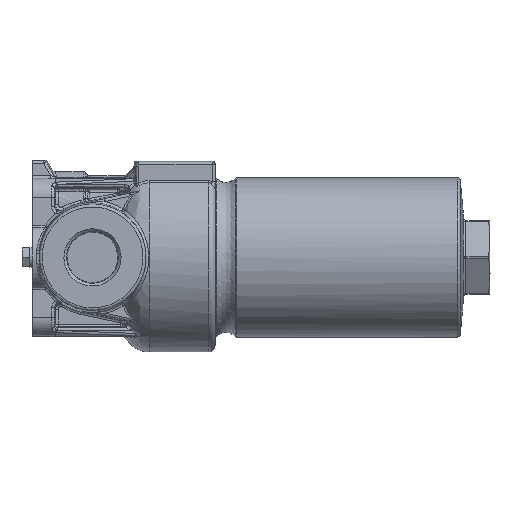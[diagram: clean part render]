
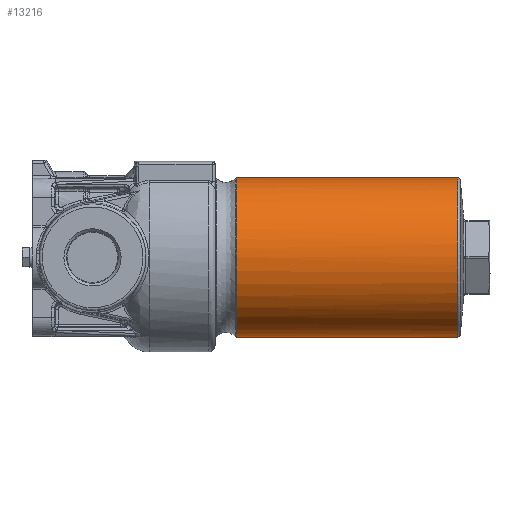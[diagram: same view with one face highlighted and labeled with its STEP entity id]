
A CAD part, front view. The second image highlights one B-rep face of the part: STEP entity #13216.
In plain terms, the highlighted free-form (B-spline) face has degree [2, 1] with [7, 2] control points.
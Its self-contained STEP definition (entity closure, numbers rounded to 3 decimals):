
#13081=CARTESIAN_POINT('V652',(89.102,
   -29.3,0.0));
#13082=VERTEX_POINT('V652',#13081);
#13096=CARTESIAN_POINT('E1200',(89.102,
   -29.3,0.0));
#13097=CARTESIAN_POINT('E1200',(89.102,
   -29.3,2.875));
#13098=CARTESIAN_POINT('E1200',(89.102,
   -28.872,5.757));
#13099=CARTESIAN_POINT('E1200',(89.102,
   -27.203,11.258));
#13100=CARTESIAN_POINT('E1200',(89.102,
   -25.957,13.892));
#13101=CARTESIAN_POINT('E1200',(89.102,
   -22.762,18.672));
#13102=CARTESIAN_POINT('E1200',(89.102,
   -20.805,20.83));
#13103=CARTESIAN_POINT('E1200',(89.102,
   -16.36,24.477));
#13104=CARTESIAN_POINT('E1200',(89.102,
   -13.86,25.974));
#13105=CARTESIAN_POINT('E1200',(89.102,
   -9.517,27.771));
#13106=CARTESIAN_POINT('E1200',(89.102,
   -7.764,28.312));
#13107=CARTESIAN_POINT('E1200',(89.102,
   -4.19,29.056));
#13108=CARTESIAN_POINT('E1200',(89.102,
   -2.366,29.261));
#13109=CARTESIAN_POINT('E1200',(89.102,1.284,
   29.329));
#13110=CARTESIAN_POINT('E1200',(89.102,3.114,
   29.191));
#13111=CARTESIAN_POINT('E1200',(89.102,6.713,
   28.579));
#13112=CARTESIAN_POINT('E1200',(89.102,8.486,
   28.104));
#13113=CARTESIAN_POINT('E1200',(89.102,
   12.121,26.754));
#13114=CARTESIAN_POINT('E1200',(89.102,
   13.973,25.835));
#13115=CARTESIAN_POINT('E1200',(89.102,
   17.439,23.635));
#13116=CARTESIAN_POINT('E1200',(89.102,
   19.058,22.35));
#13117=CARTESIAN_POINT('E1200',(89.102,
   21.891,19.569));
#13118=CARTESIAN_POINT('E1200',(89.102,
   23.128,18.09));
#13119=CARTESIAN_POINT('E1200',(89.102,
   25.288,14.923));
#13120=CARTESIAN_POINT('E1200',(89.102,
   26.213,13.231));
#13121=CARTESIAN_POINT('E1200',(89.102,
   27.713,9.703));
#13122=CARTESIAN_POINT('E1200',(89.102,
   28.29,7.863));
#13123=CARTESIAN_POINT('E1200',(89.102,
   29.074,4.11));
#13124=CARTESIAN_POINT('E1200',(89.102,
   29.281,2.192));
#13125=CARTESIAN_POINT('E1200',(89.102,
   29.316,-1.587));
#13126=CARTESIAN_POINT('E1200',(89.102,
   29.155,-3.454));
#13127=CARTESIAN_POINT('E1200',(89.102,
   28.483,-7.119));
#13128=CARTESIAN_POINT('E1200',(89.102,
   27.971,-8.921));
#13129=CARTESIAN_POINT('E1200',(89.102,
   26.616,-12.392));
#13130=CARTESIAN_POINT('E1200',(89.102,
   25.771,-14.064));
#13131=CARTESIAN_POINT('E1200',(89.102,
   23.783,-17.215));
#13132=CARTESIAN_POINT('E1200',(89.102,
   22.636,-18.697));
#13133=CARTESIAN_POINT('E1200',(89.102,
   20.127,-21.369));
#13134=CARTESIAN_POINT('E1200',(89.102,
   18.77,-22.57));
#13135=CARTESIAN_POINT('E1200',(89.102,
   15.862,-24.701));
#13136=CARTESIAN_POINT('E1200',(89.102,
   14.308,-25.632));
#13137=CARTESIAN_POINT('E1200',(89.102,
   11.058,-27.193));
#13138=CARTESIAN_POINT('E1200',(89.102,9.359,
   -27.823));
#13139=CARTESIAN_POINT('E1200',(89.102,5.878,
   -28.761));
#13140=CARTESIAN_POINT('E1200',(89.102,4.092,
   -29.069));
#13141=CARTESIAN_POINT('E1200',(89.102,
   -0.244,-29.41));
#13142=CARTESIAN_POINT('E1200',(89.102,
   -2.815,-29.275));
#13143=CARTESIAN_POINT('E1200',(89.102,
   -7.825,-28.35));
#13144=CARTESIAN_POINT('E1200',(89.102,
   -10.274,-27.558));
#13145=CARTESIAN_POINT('E1200',(89.102,
   -14.192,-25.696));
#13146=CARTESIAN_POINT('E1200',(89.102,
   -15.74,-24.778));
#13147=CARTESIAN_POINT('E1200',(89.102,
   -18.639,-22.678));
#13148=CARTESIAN_POINT('E1200',(89.102,
   -19.994,-21.493));
#13149=CARTESIAN_POINT('E1200',(89.102,
   -22.507,-18.851));
#13150=CARTESIAN_POINT('E1200',(89.102,
   -23.659,-17.383));
#13151=CARTESIAN_POINT('E1200',(89.102,
   -25.664,-14.258));
#13152=CARTESIAN_POINT('E1200',(89.102,
   -26.518,-12.598));
#13153=CARTESIAN_POINT('E1200',(89.102,
   -27.896,-9.151));
#13154=CARTESIAN_POINT('E1200',(89.102,
   -28.421,-7.36));
#13155=CARTESIAN_POINT('E1200',(89.102,
   -29.123,-3.714));
#13156=CARTESIAN_POINT('E1200',(89.102,
   -29.3,-1.856));
#13157=CARTESIAN_POINT('E1200',(89.102,
   -29.3,0.0));
#13158=B_SPLINE_CURVE_WITH_KNOTS('E1200',3,(#13096,#13097,#13098,
   #13099,#13100,#13101,#13102,#13103,#13104,#13105,#13106,#13107,
   #13108,#13109,#13110,#13111,#13112,#13113,#13114,#13115,#13116,
   #13117,#13118,#13119,#13120,#13121,#13122,#13123,#13124,#13125,
   #13126,#13127,#13128,#13129,#13130,#13131,#13132,#13133,#13134,
   #13135,#13136,#13137,#13138,#13139,#13140,#13141,#13142,#13143,
   #13144,#13145,#13146,#13147,#13148,#13149,#13150,#13151,#13152,
   #13153,#13154,#13155,#13156,#13157),.UNSPECIFIED.,.T.,.U.,(4,2,2,
   2,2,2,2,2,2,2,2,2,2,2,2,2,2,2,2,2,2,2,2,2,2,2,2,2,2,2,4),(2.0,
   7.615,13.23,18.844,
   24.459,28.024,31.59,
   35.155,38.72,42.729,
   46.739,50.483,54.227,
   57.971,61.715,65.354,
   68.992,72.631,76.269,
   79.79,83.311,86.832,
   90.353,95.328,100.303,
   103.8,107.296,110.922,
   114.547,118.173,121.798),
   .UNSPECIFIED.);
#13159=EDGE_CURVE('E1200',#13082,#13082,#13158,.T.);
#13166=CARTESIAN_POINT('F525',(90.018,
   -29.3,0.0));
#13167=CARTESIAN_POINT('F525',(90.018,
   -29.3,50.749));
#13168=CARTESIAN_POINT('F525',(90.018,14.65,
   25.375));
#13169=CARTESIAN_POINT('F525',(90.018,58.6,
   0.));
#13170=CARTESIAN_POINT('F525',(90.018,14.65,
   -25.375));
#13171=CARTESIAN_POINT('F525',(90.018,
   -29.3,-50.749));
#13172=CARTESIAN_POINT('F525',(90.018,
   -29.3,0.0));
#13173=CARTESIAN_POINT('F525',(7.872,-29.3,
   0.0));
#13174=CARTESIAN_POINT('F525',(7.872,-29.3,
   50.749));
#13175=CARTESIAN_POINT('F525',(7.872,14.65,
   25.375));
#13176=CARTESIAN_POINT('F525',(7.872,58.6,
   0.));
#13177=CARTESIAN_POINT('F525',(7.872,14.65,
   -25.375));
#13178=CARTESIAN_POINT('F525',(7.872,-29.3,
   -50.749));
#13179=CARTESIAN_POINT('F525',(7.872,-29.3,
   0.0));
#13187=(BOUNDED_SURFACE()B_SPLINE_SURFACE(2,1,((#13166,#13173),(
   #13167,#13174),(#13168,#13175),(#13169,#13176),(#13170,
   #13177),(#13171,#13178),(#13172,#13179)),.CYLINDRICAL_SURF.,
   .T.,.F.,.U.)B_SPLINE_SURFACE_WITH_KNOTS((3,2,2,3),(2,2),(0.0,
   1.236,2.471,3.707),(0.0,1.0),
   .UNSPECIFIED.)GEOMETRIC_REPRESENTATION_ITEM()
   RATIONAL_B_SPLINE_SURFACE(((1.0,1.0),(0.5,
   0.5),(1.0,1.0),(0.5,
   0.5),(1.0,1.0),(0.5,
   0.5),(1.0,1.0)))REPRESENTATION_ITEM('F525')
   SURFACE());
#13188=ORIENTED_EDGE('E1200',*,*,#13159,.T.);
#13189=CARTESIAN_POINT('V695',(7.872,-29.3,
   0.0));
#13190=VERTEX_POINT('V695',#13189);
#13191=CARTESIAN_POINT('E1274',(7.872,
   -29.3,0.0));
#13192=CARTESIAN_POINT('E1274',(89.102,
   -29.3,0.0));
#13193=B_SPLINE_CURVE_WITH_KNOTS('E1274',1,(#13191,#13192),
   .POLYLINE_FORM.,.F.,.U.,(2,2),(0.0,0.989),
   .UNSPECIFIED.);
#13194=EDGE_CURVE('E1274',#13190,#13082,#13193,.T.);
#13195=ORIENTED_EDGE('E1274',*,*,#13194,.F.);
#13196=CARTESIAN_POINT('E1273',(7.872,
   -29.3,0.0));
#13197=CARTESIAN_POINT('E1273',(7.872,
   -29.3,-50.749));
#13198=CARTESIAN_POINT('E1273',(7.872,14.65,
   -25.375));
#13199=CARTESIAN_POINT('E1273',(7.872,58.6,
   0.));
#13200=CARTESIAN_POINT('E1273',(7.872,14.65,
   25.375));
#13201=CARTESIAN_POINT('E1273',(7.872,
   -29.3,50.749));
#13202=CARTESIAN_POINT('E1273',(7.872,
   -29.3,0.0));
#13210=(BOUNDED_CURVE()B_SPLINE_CURVE(2,(#13196,#13197,#13198,
   #13199,#13200,#13201,#13202),.CIRCULAR_ARC.,.T.,.U.)
   B_SPLINE_CURVE_WITH_KNOTS((3,2,2,3),(0.0,1.236,
   2.471,3.707),.UNSPECIFIED.)CURVE()
   GEOMETRIC_REPRESENTATION_ITEM()RATIONAL_B_SPLINE_CURVE((1.0,
   0.5,1.0,0.5,1.0,0.5,1.0)
   )REPRESENTATION_ITEM('E1273'));
#13211=EDGE_CURVE('E1273',#13190,#13190,#13210,.T.);
#13212=ORIENTED_EDGE('E1273',*,*,#13211,.T.);
#13213=ORIENTED_EDGE('E1274',*,*,#13194,.T.);
#13214=EDGE_LOOP('F525',(#13188,#13195,#13212,#13213));
#13215=FACE_OUTER_BOUND('F525',#13214,.T.);
#13216=ADVANCED_FACE('F525',(#13215),#13187,.T.);
